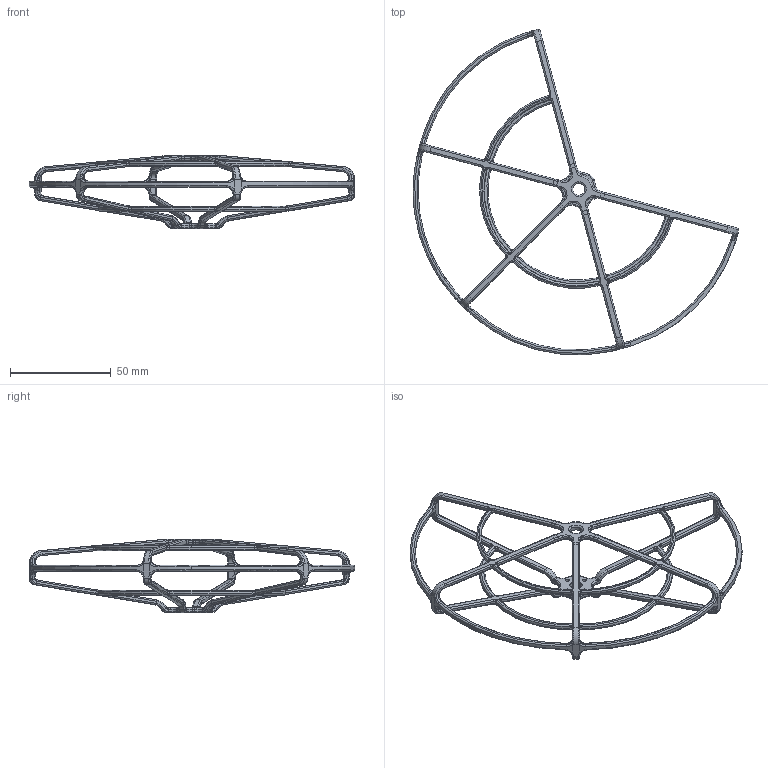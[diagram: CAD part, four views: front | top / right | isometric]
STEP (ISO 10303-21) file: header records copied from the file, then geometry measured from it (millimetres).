
FILE_DESCRIPTION (( 'STEP AP203' ), '1' );
FILE_NAME ('蔑悵.STEP', '2024-06-03T10:13:42', ( '' ), ( '' ), 'SwSTEP 2.0', 'SolidWorks 2021', '' );
FILE_SCHEMA (( 'CONFIG_CONTROL_DESIGN' ));
Length unit declared in the file: millimetre
Products named in the file (1): 蔑悵
Bounding box: 161.36 x 161.25 x 36.38 mm (x, y, z)
Volume: 11883.7 mm3; surface area: 15783.3 mm2
Topology: 1 solids, 1 shells, 910 faces, 2121 edges, 1181 vertices
Faces by surface type: torus 252, cylinder 246, bspline 222, plane 156, cone 34
Entity records: 30485 total; most frequent: CARTESIAN_POINT 10788, ORIENTED_EDGE 4242, DIRECTION 4152, EDGE_CURVE 2121, AXIS2_PLACEMENT_3D 1795, VERTEX_POINT 1181, CIRCLE 1106, EDGE_LOOP 922
